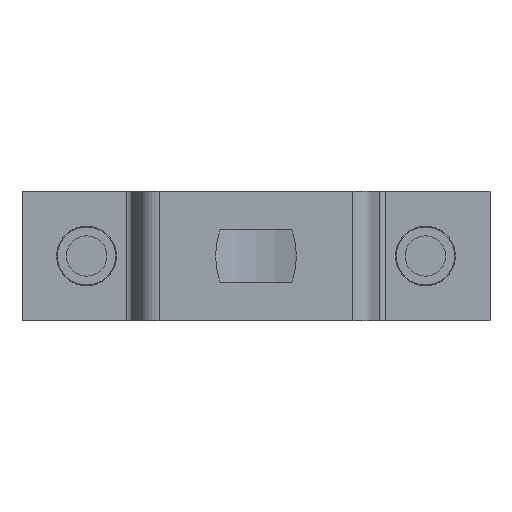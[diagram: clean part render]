
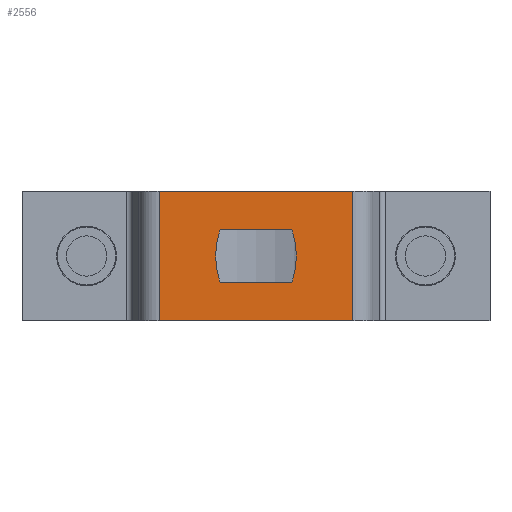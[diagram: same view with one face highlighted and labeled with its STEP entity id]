
A CAD part, front view. The second image highlights one B-rep face of the part: STEP entity #2556.
In plain terms, the highlighted planar face has unit normal (0, -1, 0).
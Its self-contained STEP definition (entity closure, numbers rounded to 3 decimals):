
#25 = CARTESIAN_POINT ( 'NONE',  ( -12., -24.5, -8. ) ) ;
#49 = CARTESIAN_POINT ( 'NONE',  ( -12., -24.5, 8. ) ) ;
#106 = VECTOR ( 'NONE', #879, 1000. ) ;
#134 = CARTESIAN_POINT ( 'NONE',  ( 12., -24.5, 8. ) ) ;
#227 = DIRECTION ( 'NONE',  ( 0., 0., -1. ) ) ;
#343 = EDGE_CURVE ( 'NONE', #1718, #2707, #2937, .T. ) ;
#357 = AXIS2_PLACEMENT_3D ( 'NONE', #2492, #893, #2772 ) ;
#464 = CARTESIAN_POINT ( 'NONE',  ( -12., -24.5, -8. ) ) ;
#498 = DIRECTION ( 'NONE',  ( 0., 0., -1. ) ) ;
#582 = DIRECTION ( 'NONE',  ( -1., 0., 0. ) ) ;
#584 = FACE_BOUND ( 'NONE', #1566, .T. ) ;
#600 = DIRECTION ( 'NONE',  ( 0., -1., 0. ) ) ;
#618 = LINE ( 'NONE', #49, #2655 ) ;
#624 = CARTESIAN_POINT ( 'NONE',  ( -4.457, -24.5, -3.25 ) ) ;
#630 = VERTEX_POINT ( 'NONE', #134 ) ;
#664 = LINE ( 'NONE', #2088, #3417 ) ;
#751 = VECTOR ( 'NONE', #1709, 1000. ) ;
#823 = ORIENTED_EDGE ( 'NONE', *, *, #3048, .F. ) ;
#879 = DIRECTION ( 'NONE',  ( 1., 0., 0. ) ) ;
#893 = DIRECTION ( 'NONE',  ( 0., 1., 0. ) ) ;
#926 = CIRCLE ( 'NONE', #357, 10. ) ;
#944 = EDGE_CURVE ( 'NONE', #2707, #1621, #926, .T. ) ;
#1083 = VERTEX_POINT ( 'NONE', #1096 ) ;
#1085 = EDGE_LOOP ( 'NONE', ( #823, #1573, #1743, #1520 ) ) ;
#1096 = CARTESIAN_POINT ( 'NONE',  ( -4.457, -24.5, -3.25 ) ) ;
#1167 = CARTESIAN_POINT ( 'NONE',  ( 12., -24.5, -8. ) ) ;
#1195 = CARTESIAN_POINT ( 'NONE',  ( 4.457, -24.5, 3.25 ) ) ;
#1197 = AXIS2_PLACEMENT_3D ( 'NONE', #3430, #1820, #227 ) ;
#1315 = CARTESIAN_POINT ( 'NONE',  ( 4.457, -24.5, -3.25 ) ) ;
#1421 = LINE ( 'NONE', #464, #2128 ) ;
#1480 = LINE ( 'NONE', #2504, #751 ) ;
#1520 = ORIENTED_EDGE ( 'NONE', *, *, #1978, .T. ) ;
#1547 = VECTOR ( 'NONE', #1971, 1000. ) ;
#1566 = EDGE_LOOP ( 'NONE', ( #3231, #2988, #2689, #2205 ) ) ;
#1573 = ORIENTED_EDGE ( 'NONE', *, *, #3088, .F. ) ;
#1621 = VERTEX_POINT ( 'NONE', #1315 ) ;
#1650 = PLANE ( 'NONE',  #2211 ) ;
#1709 = DIRECTION ( 'NONE',  ( 0., 0., -1. ) ) ;
#1718 = VERTEX_POINT ( 'NONE', #2952 ) ;
#1743 = ORIENTED_EDGE ( 'NONE', *, *, #3341, .T. ) ;
#1820 = DIRECTION ( 'NONE',  ( 0., 1., 0. ) ) ;
#1949 = VERTEX_POINT ( 'NONE', #1167 ) ;
#1953 = EDGE_CURVE ( 'NONE', #1621, #1083, #2269, .T. ) ;
#1971 = DIRECTION ( 'NONE',  ( -1., 0., 0. ) ) ;
#1978 = EDGE_CURVE ( 'NONE', #2663, #3311, #1480, .T. ) ;
#2088 = CARTESIAN_POINT ( 'NONE',  ( 12., -24.5, 8. ) ) ;
#2128 = VECTOR ( 'NONE', #2321, 1000. ) ;
#2200 = CARTESIAN_POINT ( 'NONE',  ( -12., -24.5, 8. ) ) ;
#2205 = ORIENTED_EDGE ( 'NONE', *, *, #1953, .T. ) ;
#2211 = AXIS2_PLACEMENT_3D ( 'NONE', #2200, #600, #2467 ) ;
#2218 = CARTESIAN_POINT ( 'NONE',  ( -4.457, -24.5, 3.25 ) ) ;
#2248 = CARTESIAN_POINT ( 'NONE',  ( -12., -24.5, 8. ) ) ;
#2269 = LINE ( 'NONE', #624, #1547 ) ;
#2321 = DIRECTION ( 'NONE',  ( -1., 0., 0. ) ) ;
#2467 = DIRECTION ( 'NONE',  ( 1., 0., 0. ) ) ;
#2492 = CARTESIAN_POINT ( 'NONE',  ( -5., -24.5, 0. ) ) ;
#2504 = CARTESIAN_POINT ( 'NONE',  ( -12., -24.5, 8. ) ) ;
#2556 = ADVANCED_FACE ( 'NONE', ( #584, #2717 ), #1650, .T. ) ;
#2655 = VECTOR ( 'NONE', #582, 1000. ) ;
#2663 = VERTEX_POINT ( 'NONE', #2248 ) ;
#2689 = ORIENTED_EDGE ( 'NONE', *, *, #944, .T. ) ;
#2707 = VERTEX_POINT ( 'NONE', #1195 ) ;
#2717 = FACE_OUTER_BOUND ( 'NONE', #1085, .T. ) ;
#2772 = DIRECTION ( 'NONE',  ( 0., 0., 1. ) ) ;
#2937 = LINE ( 'NONE', #2218, #106 ) ;
#2939 = EDGE_CURVE ( 'NONE', #1083, #1718, #3100, .T. ) ;
#2952 = CARTESIAN_POINT ( 'NONE',  ( -4.457, -24.5, 3.25 ) ) ;
#2988 = ORIENTED_EDGE ( 'NONE', *, *, #343, .T. ) ;
#3048 = EDGE_CURVE ( 'NONE', #1949, #3311, #1421, .T. ) ;
#3088 = EDGE_CURVE ( 'NONE', #630, #1949, #664, .T. ) ;
#3100 = CIRCLE ( 'NONE', #1197, 10. ) ;
#3231 = ORIENTED_EDGE ( 'NONE', *, *, #2939, .T. ) ;
#3311 = VERTEX_POINT ( 'NONE', #25 ) ;
#3341 = EDGE_CURVE ( 'NONE', #630, #2663, #618, .T. ) ;
#3417 = VECTOR ( 'NONE', #498, 1000. ) ;
#3430 = CARTESIAN_POINT ( 'NONE',  ( 5., -24.5, 0. ) ) ;
